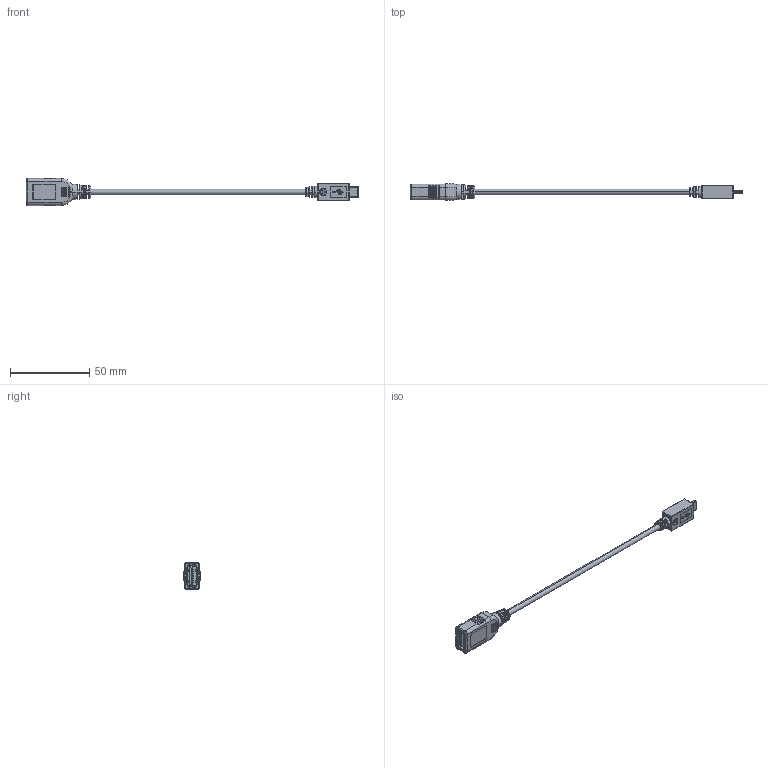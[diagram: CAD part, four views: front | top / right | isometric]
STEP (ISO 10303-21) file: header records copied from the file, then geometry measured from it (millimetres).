
FILE_DESCRIPTION (( 'STEP AP203' ), '1' );
FILE_NAME ('10-00649_revA2.STEP', '2018-11-02T21:57:45', ( '' ), ( '' ), 'SwSTEP 2.0', 'SolidWorks 2015', '' );
FILE_SCHEMA (( 'CONFIG_CONTROL_DESIGN' ));
Length unit declared in the file: millimetre
Products named in the file (10): 50-00428 shell; 30-00088_blunt cut; 50-00424 insulator; 50-00428; 50-00424; 24-00058_connector cutout; 24-00064; 50-00424 shell; 50-00428 insulator; 10-00649_revA2
Assembly tree (9 placements, depth 3):
  10-00649_revA2
    30-00088_blunt cut
    24-00058_connector cutout
    24-00064
    50-00424
      50-00424 insulator
      50-00424 shell
    50-00428
      50-00428 shell
      50-00428 insulator
Bounding box: 210.06 x 11 x 17.1 mm (x, y, z)
Volume: 8422.2 mm3; surface area: 18880.3 mm2
Topology: 59 solids, 59 shells, 1369 faces, 3328 edges, 2101 vertices
Faces by surface type: plane 530, cylinder 443, bspline 254, torus 112, cone 22, sphere 8
Entity records: 47191 total; most frequent: CARTESIAN_POINT 15690, ORIENTED_EDGE 6640, DIRECTION 5805, EDGE_CURVE 3320, AXIS2_PLACEMENT_3D 2136, VERTEX_POINT 2101, VECTOR 1533, LINE 1533
